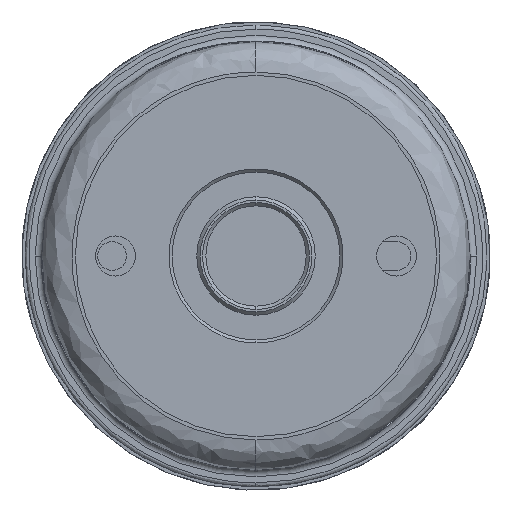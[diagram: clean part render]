
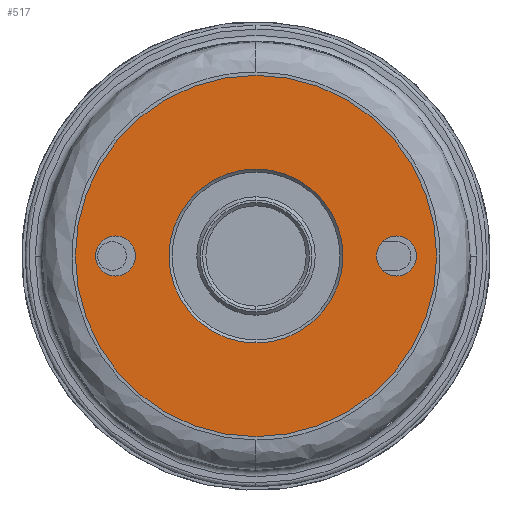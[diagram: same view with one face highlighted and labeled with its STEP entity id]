
A CAD part, left-side view. The second image highlights one B-rep face of the part: STEP entity #517.
In plain terms, the highlighted planar face has unit normal (-1, 0, 0).
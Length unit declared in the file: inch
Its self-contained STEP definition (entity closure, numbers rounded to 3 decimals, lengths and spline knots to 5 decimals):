
#82 = VERTEX_POINT ( 'NONE', #26836 ) ;
#517 = ADVANCED_FACE ( 'NONE', ( #32652, #44171, #11065, #21211 ), #3598, .T. ) ;
#1693 = AXIS2_PLACEMENT_3D ( 'NONE', #32933, #7096, #37256 ) ;
#2496 = DIRECTION ( 'NONE',  ( 0., 0., -1. ) ) ;
#3598 = PLANE ( 'NONE',  #34046 ) ;
#4568 = CIRCLE ( 'NONE', #12650, 0.51181 ) ;
#5213 = ORIENTED_EDGE ( 'NONE', *, *, #33239, .T. ) ;
#5883 = DIRECTION ( 'NONE',  ( 1., 0., 0. ) ) ;
#7096 = DIRECTION ( 'NONE',  ( 1., 0., 0. ) ) ;
#7438 = EDGE_CURVE ( 'NONE', #17223, #12798, #31429, .T. ) ;
#7669 = DIRECTION ( 'NONE',  ( 1., 0., 0. ) ) ;
#11065 = FACE_BOUND ( 'NONE', #51641, .T. ) ;
#12350 = DIRECTION ( 'NONE',  ( 1., 0., 0. ) ) ;
#12650 = AXIS2_PLACEMENT_3D ( 'NONE', #31731, #5883, #36073 ) ;
#12798 = VERTEX_POINT ( 'NONE', #32274 ) ;
#13095 = CARTESIAN_POINT ( 'NONE',  ( -0.05906, 0., 0.51181 ) ) ;
#13785 = CARTESIAN_POINT ( 'NONE',  ( -0.05906, -0.82677, 0. ) ) ;
#14136 = VERTEX_POINT ( 'NONE', #33820 ) ;
#15100 = CIRCLE ( 'NONE', #40404, 0.11811 ) ;
#17223 = VERTEX_POINT ( 'NONE', #34405 ) ;
#18166 = DIRECTION ( 'NONE',  ( 0., 0., -1. ) ) ;
#19140 = EDGE_CURVE ( 'NONE', #51147, #14136, #39944, .T. ) ;
#19172 = ORIENTED_EDGE ( 'NONE', *, *, #46013, .T. ) ;
#19212 = CARTESIAN_POINT ( 'NONE',  ( -0.05906, -0.82677, 0. ) ) ;
#20627 = EDGE_LOOP ( 'NONE', ( #22195, #31683 ) ) ;
#21211 = FACE_OUTER_BOUND ( 'NONE', #28698, .T. ) ;
#22195 = ORIENTED_EDGE ( 'NONE', *, *, #37336, .T. ) ;
#23450 = ORIENTED_EDGE ( 'NONE', *, *, #19140, .F. ) ;
#23552 = ORIENTED_EDGE ( 'NONE', *, *, #31671, .T. ) ;
#23555 = DIRECTION ( 'NONE',  ( 0., 0., -1. ) ) ;
#25020 = CARTESIAN_POINT ( 'NONE',  ( -0.05906, 0., 0. ) ) ;
#25245 = CIRCLE ( 'NONE', #34347, 0.11811 ) ;
#25369 = DIRECTION ( 'NONE',  ( -1., 0., 0. ) ) ;
#26836 = CARTESIAN_POINT ( 'NONE',  ( -0.05906, -0.82677, 0.11811 ) ) ;
#26995 = CIRCLE ( 'NONE', #1693, 0.51181 ) ;
#27246 = CARTESIAN_POINT ( 'NONE',  ( -0.05906, 0., 1.06299 ) ) ;
#28378 = DIRECTION ( 'NONE',  ( 1., 0., 0. ) ) ;
#28618 = AXIS2_PLACEMENT_3D ( 'NONE', #38236, #12350, #42573 ) ;
#28698 = EDGE_LOOP ( 'NONE', ( #55076, #23450 ) ) ;
#29294 = DIRECTION ( 'NONE',  ( 0., 0., -1. ) ) ;
#31429 = CIRCLE ( 'NONE', #51296, 0.11811 ) ;
#31482 = VERTEX_POINT ( 'NONE', #35617 ) ;
#31671 = EDGE_CURVE ( 'NONE', #31482, #49898, #26995, .T. ) ;
#31683 = ORIENTED_EDGE ( 'NONE', *, *, #7438, .T. ) ;
#31731 = CARTESIAN_POINT ( 'NONE',  ( -0.05906, 0., 0. ) ) ;
#32274 = CARTESIAN_POINT ( 'NONE',  ( -0.05906, 0.82677, -0.11811 ) ) ;
#32652 = FACE_BOUND ( 'NONE', #54383, .T. ) ;
#32933 = CARTESIAN_POINT ( 'NONE',  ( -0.05906, 0., 0. ) ) ;
#32996 = CARTESIAN_POINT ( 'NONE',  ( -0.05906, -0.82677, -0.11811 ) ) ;
#33239 = EDGE_CURVE ( 'NONE', #82, #41383, #25245, .T. ) ;
#33518 = CARTESIAN_POINT ( 'NONE',  ( -0.05906, 0.82677, 0. ) ) ;
#33820 = CARTESIAN_POINT ( 'NONE',  ( -0.05906, 0., -1.06299 ) ) ;
#34046 = AXIS2_PLACEMENT_3D ( 'NONE', #51160, #25369, #55530 ) ;
#34347 = AXIS2_PLACEMENT_3D ( 'NONE', #19212, #49340, #23555 ) ;
#34405 = CARTESIAN_POINT ( 'NONE',  ( -0.05906, 0.82677, 0.11811 ) ) ;
#35617 = CARTESIAN_POINT ( 'NONE',  ( -0.05906, 0., -0.51181 ) ) ;
#36073 = DIRECTION ( 'NONE',  ( 0., 0., -1. ) ) ;
#37256 = DIRECTION ( 'NONE',  ( 0., 0., -1. ) ) ;
#37336 = EDGE_CURVE ( 'NONE', #12798, #17223, #45012, .T. ) ;
#37843 = DIRECTION ( 'NONE',  ( 0., 0., -1. ) ) ;
#38236 = CARTESIAN_POINT ( 'NONE',  ( -0.05906, 0.82677, 0. ) ) ;
#39944 = CIRCLE ( 'NONE', #54580, 1.06299 ) ;
#40243 = AXIS2_PLACEMENT_3D ( 'NONE', #54241, #28378, #2496 ) ;
#40404 = AXIS2_PLACEMENT_3D ( 'NONE', #13785, #44023, #18166 ) ;
#41383 = VERTEX_POINT ( 'NONE', #32996 ) ;
#42573 = DIRECTION ( 'NONE',  ( 0., 0., -1. ) ) ;
#44023 = DIRECTION ( 'NONE',  ( 1., 0., 0. ) ) ;
#44171 = FACE_BOUND ( 'NONE', #20627, .T. ) ;
#45012 = CIRCLE ( 'NONE', #28618, 0.11811 ) ;
#46013 = EDGE_CURVE ( 'NONE', #49898, #31482, #4568, .T. ) ;
#48058 = CIRCLE ( 'NONE', #40243, 1.06299 ) ;
#48749 = EDGE_CURVE ( 'NONE', #41383, #82, #15100, .T. ) ;
#49340 = DIRECTION ( 'NONE',  ( 1., 0., 0. ) ) ;
#49898 = VERTEX_POINT ( 'NONE', #13095 ) ;
#51147 = VERTEX_POINT ( 'NONE', #27246 ) ;
#51160 = CARTESIAN_POINT ( 'NONE',  ( -0.05906, 0., 0. ) ) ;
#51296 = AXIS2_PLACEMENT_3D ( 'NONE', #33518, #7669, #37843 ) ;
#51641 = EDGE_LOOP ( 'NONE', ( #23552, #19172 ) ) ;
#53394 = EDGE_CURVE ( 'NONE', #14136, #51147, #48058, .T. ) ;
#54241 = CARTESIAN_POINT ( 'NONE',  ( -0.05906, 0., 0. ) ) ;
#54383 = EDGE_LOOP ( 'NONE', ( #54855, #5213 ) ) ;
#54580 = AXIS2_PLACEMENT_3D ( 'NONE', #25020, #55180, #29294 ) ;
#54855 = ORIENTED_EDGE ( 'NONE', *, *, #48749, .T. ) ;
#55076 = ORIENTED_EDGE ( 'NONE', *, *, #53394, .F. ) ;
#55180 = DIRECTION ( 'NONE',  ( 1., 0., 0. ) ) ;
#55530 = DIRECTION ( 'NONE',  ( 0., 0., 1. ) ) ;
